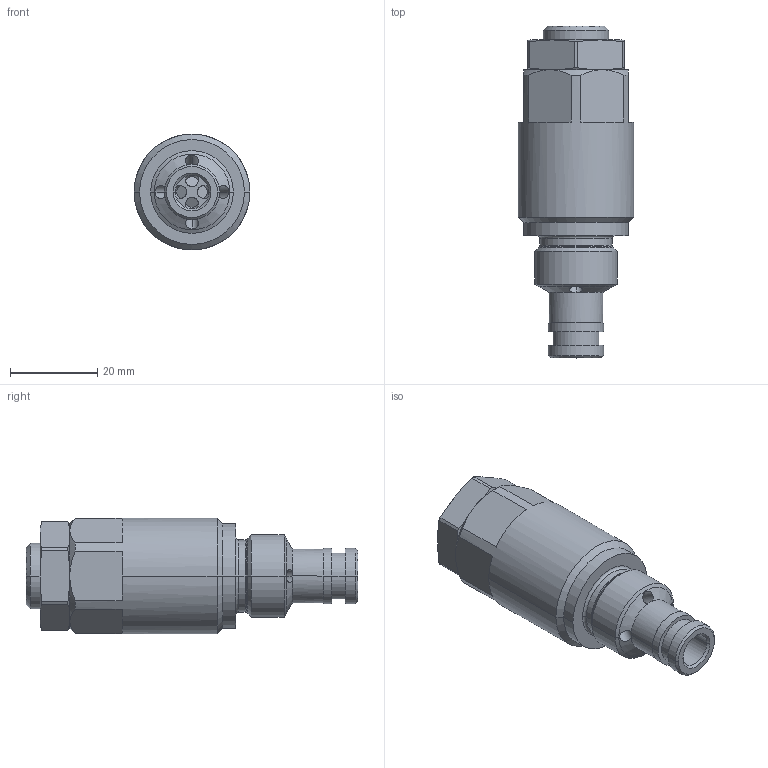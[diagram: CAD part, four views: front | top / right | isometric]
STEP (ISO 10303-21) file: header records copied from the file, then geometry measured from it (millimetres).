
FILE_DESCRIPTION((''),'2;1');
FILE_NAME('SR1A_A2','2011-03-14T',('tvatras'),(''),'PRO/ENGINEER BY PARAMETRIC TECHNOLOGY CORPORATION, 2010180','PRO/ENGINEER BY PARAMETRIC TECHNOLOGY CORPORATION, 2010180','');
FILE_SCHEMA(('CONFIG_CONTROL_DESIGN'));
Length unit declared in the file: millimetre
Products named in the file (1): SR1A_A2
Bounding box: 26.5 x 76 x 26.5 mm (x, y, z)
Volume: 26294.5 mm3; surface area: 8732.8 mm2
Topology: 1 solids, 4 shells, 129 faces, 333 edges, 207 vertices
Faces by surface type: plane 49, cylinder 42, cone 34, torus 4
Entity records: 4379 total; most frequent: CARTESIAN_POINT 1213, DIRECTION 665, ORIENTED_EDGE 652, EDGE_CURVE 330, AXIS2_PLACEMENT_3D 277, VERTEX_POINT 205, CIRCLE 146, EDGE_LOOP 139
